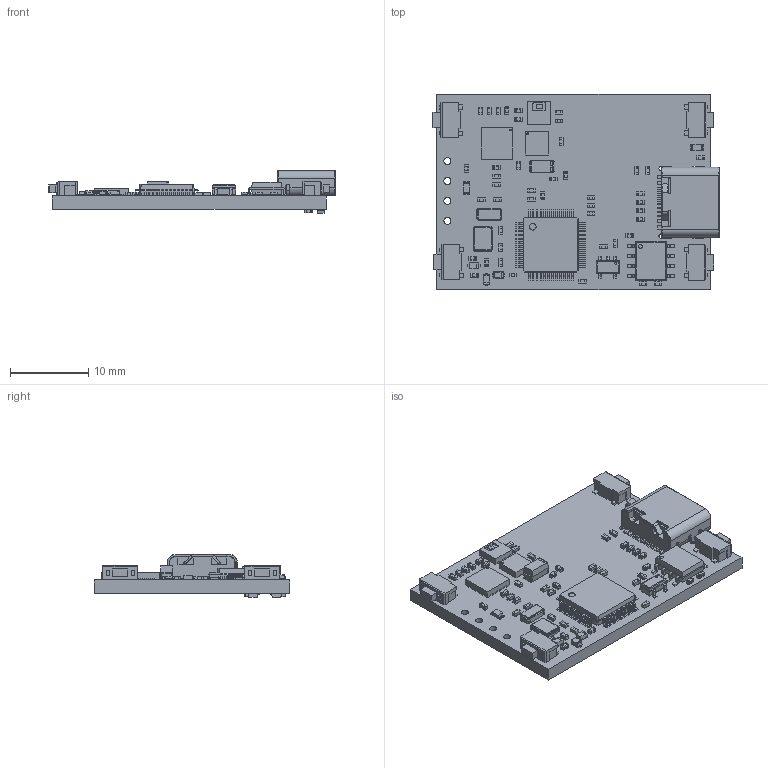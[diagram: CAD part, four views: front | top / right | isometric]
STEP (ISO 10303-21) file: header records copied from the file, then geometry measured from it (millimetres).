
FILE_DESCRIPTION(('Open CASCADE Model'),'2;1');
FILE_NAME('Open CASCADE Shape Model','2023-11-30T20:00:12',('Author'),( 'Open CASCADE'),'Open CASCADE STEP processor 7.5','Open CASCADE 7.5' ,'Unknown');
FILE_SCHEMA(('AUTOMOTIVE_DESIGN { 1 0 10303 214 1 1 1 1 }'));
Length unit declared in the file: millimetre
Products named in the file (87): PCB; Board; Open CASCADE STEP translator 7.5 1.1.1; R24; ACML-0402HC-221-T--3DModel-STEP-400430; Y2; TSX-3225 16.0000MF18X-AC3--3DModel-STEP-56544; Y1; FC-135 32.7680KA-A0--3DModel-STEP-56544; U9; MPU6050; U8; 5975812256; U7; 5973499120; U6; HTU21D--3DModel-STEP-56544; U4; HMC5883L-T--3DModel-STEP-269445; U1; 5973501920; R23; R22; R21; R20; R19; R18; R17; R16; R15; R14; R13; R11; R10; R9; R8; R7; R6; R5; R4 ...
Assembly tree (138 placements, depth 4):
  PCB
    Board
      Open CASCADE STEP translator 7.5 1.1.1
    R24
      ACML-0402HC-221-T--3DModel-STEP-400430
    Y2
      TSX-3225 16.0000MF18X-AC3--3DModel-STEP-56544
    Y1
      FC-135 32.7680KA-A0--3DModel-STEP-56544
    U9
      MPU6050
    U8
      5975812256
    U7
      5973499120
    U6
      HTU21D--3DModel-STEP-56544
    U4
      HMC5883L-T--3DModel-STEP-269445
    U1
      5973501920
    R23
      ACML-0402HC-221-T--3DModel-STEP-400430
    R22
      ACML-0402HC-221-T--3DModel-STEP-400430
    R21
      ACML-0402HC-221-T--3DModel-STEP-400430
    R20
      ACML-0402HC-221-T--3DModel-STEP-400430
    R19
      ACML-0402HC-221-T--3DModel-STEP-400430
    R18
      ACML-0402HC-221-T--3DModel-STEP-400430
    R17
      ACML-0402HC-221-T--3DModel-STEP-400430
    R16
      ACML-0402HC-221-T--3DModel-STEP-400430
    R15
      ACML-0402HC-221-T--3DModel-STEP-400430
    R14
      ACML-0402HC-221-T--3DModel-STEP-400430
    R13
      ACML-0402HC-221-T--3DModel-STEP-400430
    R11
      ACML-0402HC-221-T--3DModel-STEP-400430
    R10
      ACML-0402HC-221-T--3DModel-STEP-400430
    R9
      ACML-0402HC-221-T--3DModel-STEP-400430
    R8
      ACML-0402HC-221-T--3DModel-STEP-400430
    R7
      ACML-0402HC-221-T--3DModel-STEP-400430
    R6
      ACML-0402HC-221-T--3DModel-STEP-400430
    R5
      ACML-0402HC-221-T--3DModel-STEP-400430
    R4
      ACML-0402HC-221-T--3DModel-STEP-400430
    R3
Bounding box: 36.57 x 25 x 5.49 mm (x, y, z)
Volume: 1844.6 mm3; surface area: 3434.1 mm2
Topology: 345 solids, 345 shells, 9432 faces, 24001 edges, 15460 vertices
Faces by surface type: plane 6368, cylinder 1797, bspline 957, sphere 176, torus 128, revolution 6
Full cylindrical faces by diameter (mm): 0.75 x10, 0.9 x4
Entity records: 97556 total; most frequent: CARTESIAN_POINT 18891, DIRECTION 14683, ORIENTED_EDGE 14534, EDGE_CURVE 7267, LINE 5585, VECTOR 5585, VERTEX_POINT 4712, AXIS2_PLACEMENT_3D 4546
